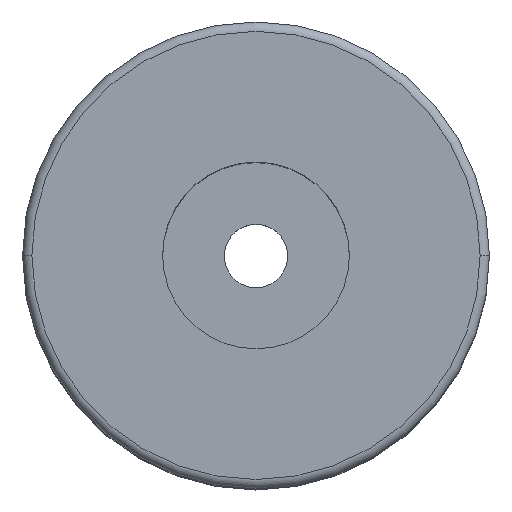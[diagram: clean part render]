
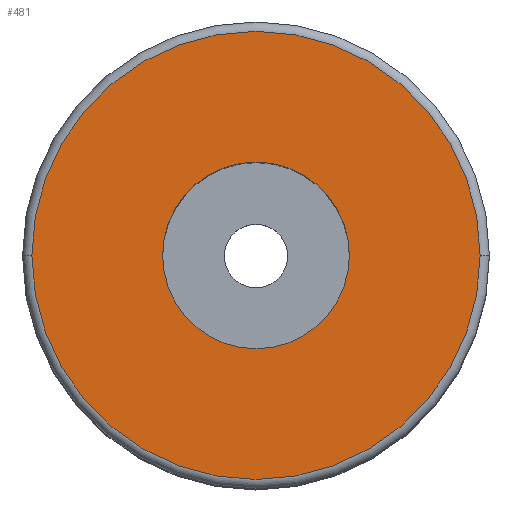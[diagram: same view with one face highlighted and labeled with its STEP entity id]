
A CAD part, top view. The second image highlights one B-rep face of the part: STEP entity #481.
In plain terms, the highlighted planar face has unit normal (0, 0, 1).
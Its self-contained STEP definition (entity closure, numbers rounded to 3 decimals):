
#84 = EDGE_CURVE ( 'NONE', #201, #1477, #872, .T. ) ;
#103 = CARTESIAN_POINT ( 'NONE',  ( 24., 0., 70. ) ) ;
#167 = DIRECTION ( 'NONE',  ( 0., 0., 1. ) ) ;
#201 = VERTEX_POINT ( 'NONE', #910 ) ;
#223 = AXIS2_PLACEMENT_3D ( 'NONE', #353, #943, #1075 ) ;
#233 = DIRECTION ( 'NONE',  ( 1., 0., 0. ) ) ;
#275 = AXIS2_PLACEMENT_3D ( 'NONE', #1138, #1164, #911 ) ;
#353 = CARTESIAN_POINT ( 'NONE',  ( 0., 0., 70. ) ) ;
#355 = CIRCLE ( 'NONE', #275, 24. ) ;
#439 = FACE_BOUND ( 'NONE', #1308, .T. ) ;
#453 = PLANE ( 'NONE',  #1159 ) ;
#481 = ADVANCED_FACE ( 'NONE', ( #439, #1533 ), #453, .T. ) ;
#520 = CARTESIAN_POINT ( 'NONE',  ( -24., 0., 70. ) ) ;
#539 = EDGE_CURVE ( 'NONE', #1079, #595, #1359, .T. ) ;
#569 = CARTESIAN_POINT ( 'NONE',  ( 0., 24., 70. ) ) ;
#583 = EDGE_CURVE ( 'NONE', #1477, #201, #1497, .T. ) ;
#595 = VERTEX_POINT ( 'NONE', #103 ) ;
#615 = AXIS2_PLACEMENT_3D ( 'NONE', #1080, #930, #233 ) ;
#630 = CARTESIAN_POINT ( 'NONE',  ( 0., 0., 70. ) ) ;
#697 = ORIENTED_EDGE ( 'NONE', *, *, #84, .F. ) ;
#707 = DIRECTION ( 'NONE',  ( 0., 0., 1. ) ) ;
#872 = CIRCLE ( 'NONE', #1001, 10. ) ;
#910 = CARTESIAN_POINT ( 'NONE',  ( -10., 0., 70. ) ) ;
#911 = DIRECTION ( 'NONE',  ( -1., 0., 0. ) ) ;
#930 = DIRECTION ( 'NONE',  ( 0., 0., 1. ) ) ;
#943 = DIRECTION ( 'NONE',  ( 0., 0., -1. ) ) ;
#1001 = AXIS2_PLACEMENT_3D ( 'NONE', #630, #167, #1123 ) ;
#1021 = EDGE_LOOP ( 'NONE', ( #1451, #1073 ) ) ;
#1073 = ORIENTED_EDGE ( 'NONE', *, *, #1375, .F. ) ;
#1075 = DIRECTION ( 'NONE',  ( -1., 0., 0. ) ) ;
#1079 = VERTEX_POINT ( 'NONE', #520 ) ;
#1080 = CARTESIAN_POINT ( 'NONE',  ( 0., 0., 70. ) ) ;
#1123 = DIRECTION ( 'NONE',  ( 1., 0., 0. ) ) ;
#1135 = ORIENTED_EDGE ( 'NONE', *, *, #583, .F. ) ;
#1138 = CARTESIAN_POINT ( 'NONE',  ( 0., 0., 70. ) ) ;
#1156 = CARTESIAN_POINT ( 'NONE',  ( 10., 0., 70. ) ) ;
#1159 = AXIS2_PLACEMENT_3D ( 'NONE', #569, #707, #1407 ) ;
#1164 = DIRECTION ( 'NONE',  ( 0., 0., -1. ) ) ;
#1308 = EDGE_LOOP ( 'NONE', ( #697, #1135 ) ) ;
#1359 = CIRCLE ( 'NONE', #223, 24. ) ;
#1375 = EDGE_CURVE ( 'NONE', #595, #1079, #355, .T. ) ;
#1407 = DIRECTION ( 'NONE',  ( 1., 0., 0. ) ) ;
#1451 = ORIENTED_EDGE ( 'NONE', *, *, #539, .F. ) ;
#1477 = VERTEX_POINT ( 'NONE', #1156 ) ;
#1497 = CIRCLE ( 'NONE', #615, 10. ) ;
#1533 = FACE_OUTER_BOUND ( 'NONE', #1021, .T. ) ;
